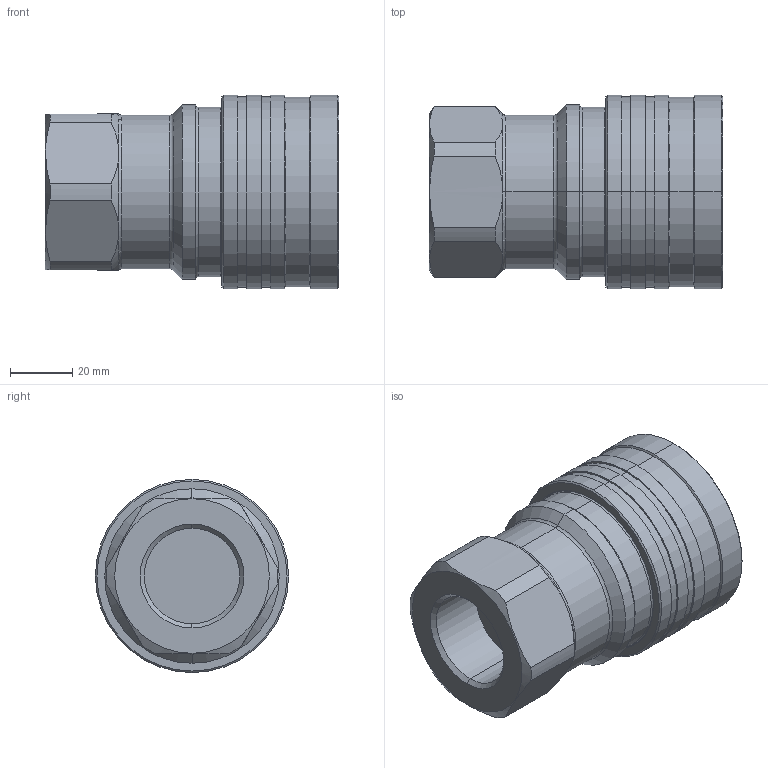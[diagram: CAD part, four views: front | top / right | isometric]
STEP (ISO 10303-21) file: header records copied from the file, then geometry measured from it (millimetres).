
FILE_DESCRIPTION (( 'STEP AP214' ), '1' );
FILE_NAME ('IB10011.STEP', '2015-09-02T06:58:08', ( 'admin' ), ( 'Microsoft' ), 'SwSTEP 2.0', 'SolidWorks 2009', '' );
FILE_SCHEMA (( 'AUTOMOTIVE_DESIGN' ));
Length unit declared in the file: millimetre
Products named in the file (1): IB10011
Bounding box: 94.25 x 62 x 62 mm (x, y, z)
Volume: 167170.1 mm3; surface area: 37941.9 mm2
Topology: 1 solids, 1 shells, 318 faces, 883 edges, 547 vertices
Faces by surface type: cone 96, cylinder 86, torus 60, sphere 48, plane 28
Entity records: 11083 total; most frequent: CARTESIAN_POINT 3879, DIRECTION 1591, ORIENTED_EDGE 1502, EDGE_CURVE 751, AXIS2_PLACEMENT_3D 708, VERTEX_POINT 463, CIRCLE 413, EDGE_LOOP 324
